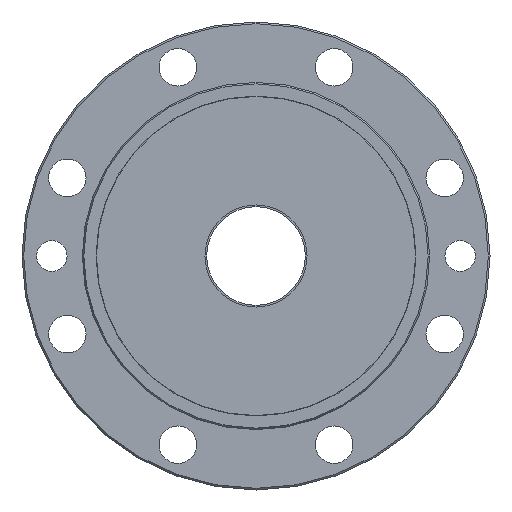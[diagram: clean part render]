
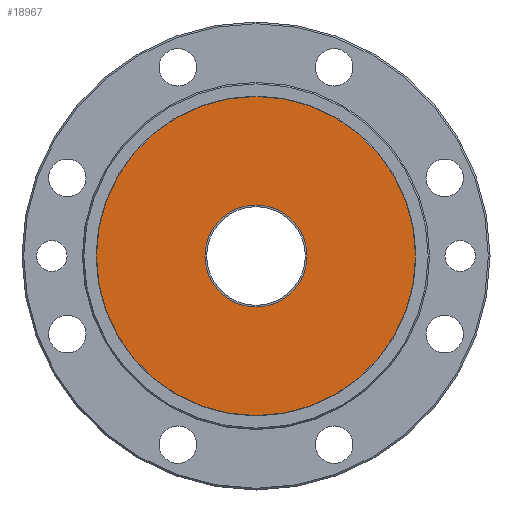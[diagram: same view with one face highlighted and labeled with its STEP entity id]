
A CAD part, left-side view. The second image highlights one B-rep face of the part: STEP entity #18967.
In plain terms, the highlighted planar face has unit normal (-1, 0, 0).
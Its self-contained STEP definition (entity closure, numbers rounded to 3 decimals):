
#663=PLANE('',#20507);
#1417=CIRCLE('',#20506,93.746);
#1418=CIRCLE('',#20508,30.);
#5729=ORIENTED_EDGE('',*,*,#7767,.F.);
#5730=ORIENTED_EDGE('',*,*,#7766,.T.);
#7766=EDGE_CURVE('',#9013,#9013,#1417,.F.);
#7767=EDGE_CURVE('',#9014,#9014,#1418,.F.);
#9013=VERTEX_POINT('',#30605);
#9014=VERTEX_POINT('',#30608);
#10732=EDGE_LOOP('',(#5729));
#10733=EDGE_LOOP('',(#5730));
#11941=FACE_BOUND('',#10732,.T.);
#11942=FACE_BOUND('',#10733,.T.);
#18967=ADVANCED_FACE('',(#11941,#11942),#663,.F.);
#20506=AXIS2_PLACEMENT_3D('',#30604,#23962,#23963);
#20507=AXIS2_PLACEMENT_3D('',#30606,#23964,#23965);
#20508=AXIS2_PLACEMENT_3D('',#30607,#23966,#23967);
#23962=DIRECTION('',(1.,0.,0.));
#23963=DIRECTION('',(0.,0.,1.));
#23964=DIRECTION('',(1.,0.,0.));
#23965=DIRECTION('',(0.,0.,1.));
#23966=DIRECTION('',(1.,0.,0.));
#23967=DIRECTION('',(0.,1.,0.));
#30604=CARTESIAN_POINT('',(-145.595,0.,0.));
#30605=CARTESIAN_POINT('',(-145.595,0.,93.746));
#30606=CARTESIAN_POINT('',(-145.595,0.,137.5));
#30607=CARTESIAN_POINT('',(-145.595,0.,0.));
#30608=CARTESIAN_POINT('',(-145.595,30.,0.));
